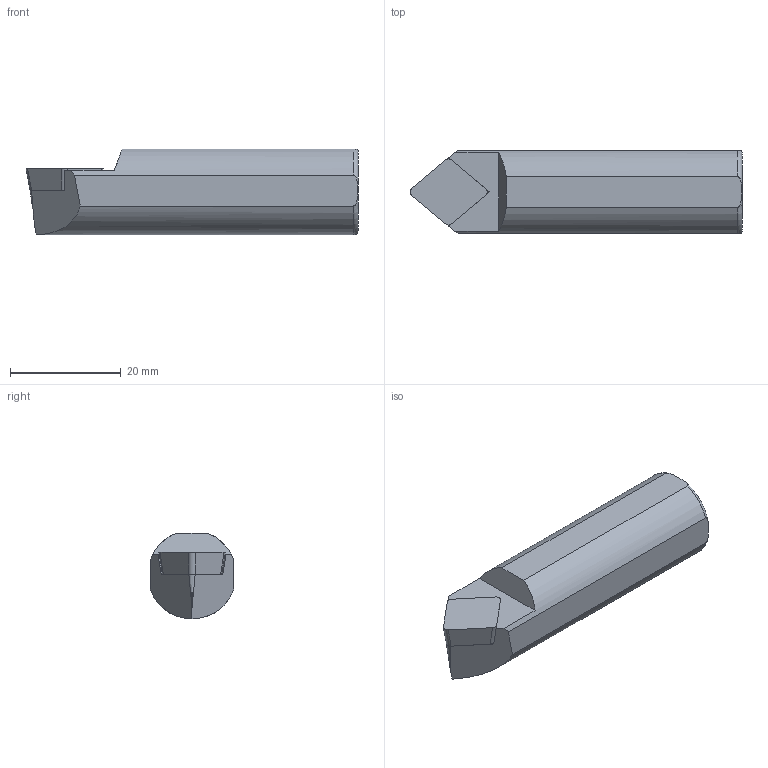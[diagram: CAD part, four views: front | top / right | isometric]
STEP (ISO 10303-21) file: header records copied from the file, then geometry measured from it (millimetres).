
FILE_DESCRIPTION(/* description */ (''),/* implementation_level */ '2;1');
FILE_NAME(/* name */ 'S16D-SCMCN-09.stp',/* time_stamp */ '2023-10-26T15:21:35+03:00',/* author */ (''),/* organization */ (''),/* preprocessor_version */ 'ST-DEVELOPER v19.4',/* originating_system */ 'SIEMENS PLM Software NX2306.3001',/* authorisation */ '');
FILE_SCHEMA (('AUTOMOTIVE_DESIGN { 1 0 10303 214 3 1 1 1 }'));
Length unit declared in the file: millimetre
Products named in the file (1): model1
Bounding box: 60 x 15 x 15.5 mm (x, y, z)
Volume: 10323.4 mm3; surface area: 3378.4 mm2
Topology: 2 solids, 2 shells, 26 faces, 67 edges, 44 vertices
Faces by surface type: plane 17, cylinder 7, torus 1, cone 1
Entity records: 1020 total; most frequent: CARTESIAN_POINT 173, DIRECTION 134, ORIENTED_EDGE 128, EDGE_CURVE 64, AXIS2_PLACEMENT_3D 46, VERTEX_POINT 43, LINE 42, VECTOR 42
